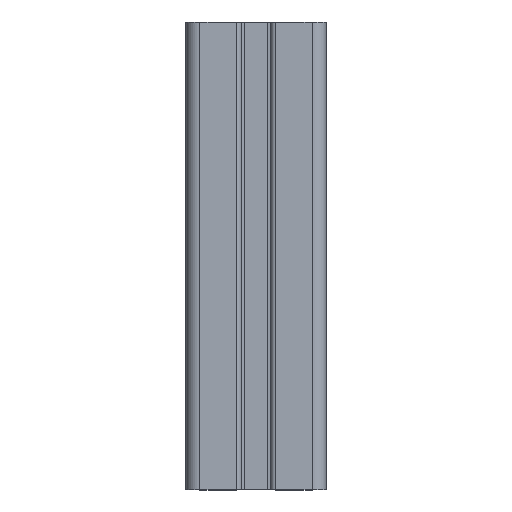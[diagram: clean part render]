
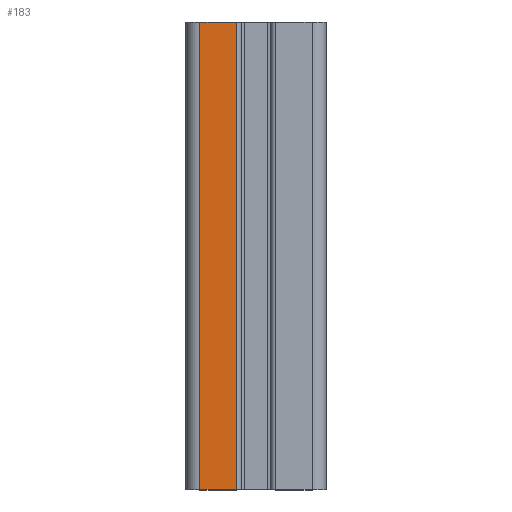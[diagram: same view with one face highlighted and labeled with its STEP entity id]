
A CAD part, top view. The second image highlights one B-rep face of the part: STEP entity #183.
In plain terms, the highlighted planar face has unit normal (0, 0, 1).
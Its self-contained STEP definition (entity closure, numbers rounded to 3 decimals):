
#183 = ADVANCED_FACE( '', ( #512 ), #513, .F. );
#512 = FACE_OUTER_BOUND( '', #995, .T. );
#513 = PLANE( '', #996 );
#995 = EDGE_LOOP( '', ( #1482, #1483, #1484, #1485 ) );
#996 = AXIS2_PLACEMENT_3D( '', #1486, #1487, #1488 );
#1482 = ORIENTED_EDGE( '', *, *, #3012, .T. );
#1483 = ORIENTED_EDGE( '', *, *, #3013, .F. );
#1484 = ORIENTED_EDGE( '', *, *, #3014, .F. );
#1485 = ORIENTED_EDGE( '', *, *, #3015, .T. );
#1486 = CARTESIAN_POINT( '', ( -12., 100., 15. ) );
#1487 = DIRECTION( '', ( 0., 0., -1. ) );
#1488 = DIRECTION( '', ( 0., 1., 0. ) );
#3012 = EDGE_CURVE( '', #3633, #3634, #3635, .T. );
#3013 = EDGE_CURVE( '', #3636, #3634, #3637, .T. );
#3014 = EDGE_CURVE( '', #3638, #3636, #3639, .T. );
#3015 = EDGE_CURVE( '', #3638, #3633, #3640, .T. );
#3633 = VERTEX_POINT( '', #4560 );
#3634 = VERTEX_POINT( '', #4561 );
#3635 = LINE( '', #4562, #4563 );
#3636 = VERTEX_POINT( '', #4564 );
#3637 = LINE( '', #4565, #4566 );
#3638 = VERTEX_POINT( '', #4567 );
#3639 = LINE( '', #4568, #4569 );
#3640 = LINE( '', #4570, #4571 );
#4560 = CARTESIAN_POINT( '', ( -12., 0., 15. ) );
#4561 = CARTESIAN_POINT( '', ( -4.175, 0., 15. ) );
#4562 = CARTESIAN_POINT( '', ( -12., 0., 15. ) );
#4563 = VECTOR( '', #5764, 1000. );
#4564 = CARTESIAN_POINT( '', ( -4.175, 100., 15. ) );
#4565 = CARTESIAN_POINT( '', ( -4.175, 100., 15. ) );
#4566 = VECTOR( '', #5765, 1000. );
#4567 = CARTESIAN_POINT( '', ( -12., 100., 15. ) );
#4568 = CARTESIAN_POINT( '', ( -12., 100., 15. ) );
#4569 = VECTOR( '', #5766, 1000. );
#4570 = CARTESIAN_POINT( '', ( -12., 100., 15. ) );
#4571 = VECTOR( '', #5767, 1000. );
#5764 = DIRECTION( '', ( 1., 0., 0. ) );
#5765 = DIRECTION( '', ( 0., -1., 0. ) );
#5766 = DIRECTION( '', ( 1., 0., 0. ) );
#5767 = DIRECTION( '', ( 0., -1., 0. ) );
